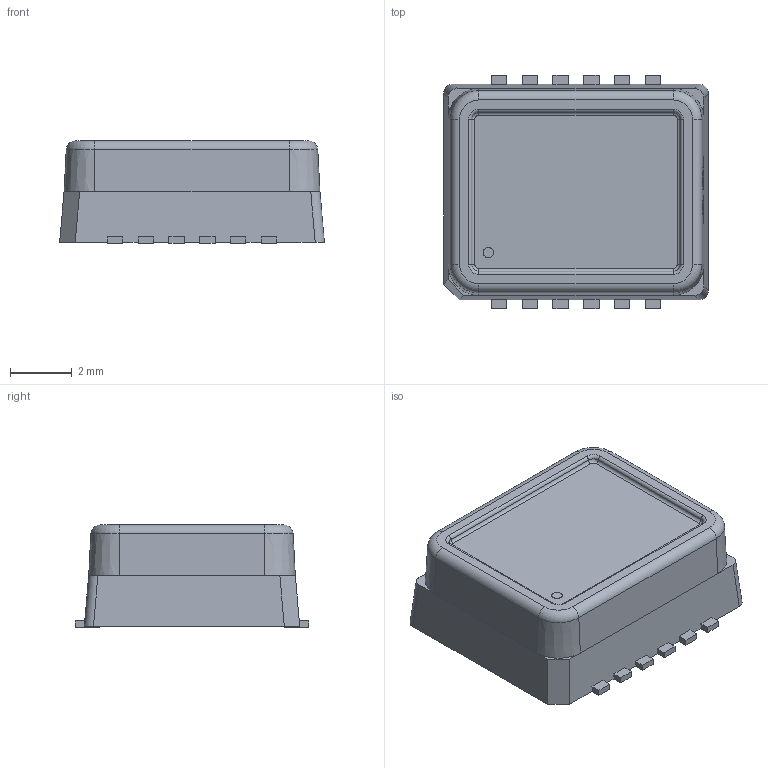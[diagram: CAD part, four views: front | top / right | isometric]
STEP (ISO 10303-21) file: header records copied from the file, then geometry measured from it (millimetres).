
FILE_DESCRIPTION (( 'STEP AP214' ), '1' );
FILE_NAME ('DFL-12_L8.6-W7.0-P1.00-LS7.6-BL.step', '2022-08-04T02:57:26', ( '' ), ( '' ), 'SwSTEP 2.0', 'SolidWorks 2020', '' );
FILE_SCHEMA (( 'AUTOMOTIVE_DESIGN' ));
Length unit declared in the file: millimetre
Products named in the file (1): DFL-12_L8.6-W7.0-P1.00-LS7.6-BL
Bounding box: 8.6 x 7.6 x 3.32 mm (x, y, z)
Volume: 176.9 mm3; surface area: 215 mm2
Topology: 14 solids, 14 shells, 412 faces, 1101 edges, 726 vertices
Faces by surface type: plane 267, bspline 112, cylinder 17, torus 12, cone 4
Entity records: 18604 total; most frequent: CARTESIAN_POINT 4362, ORIENTED_EDGE 2202, DIRECTION 1521, EDGE_CURVE 1101, VECTOR 815, LINE 815, VERTEX_POINT 726, EDGE_LOOP 433
